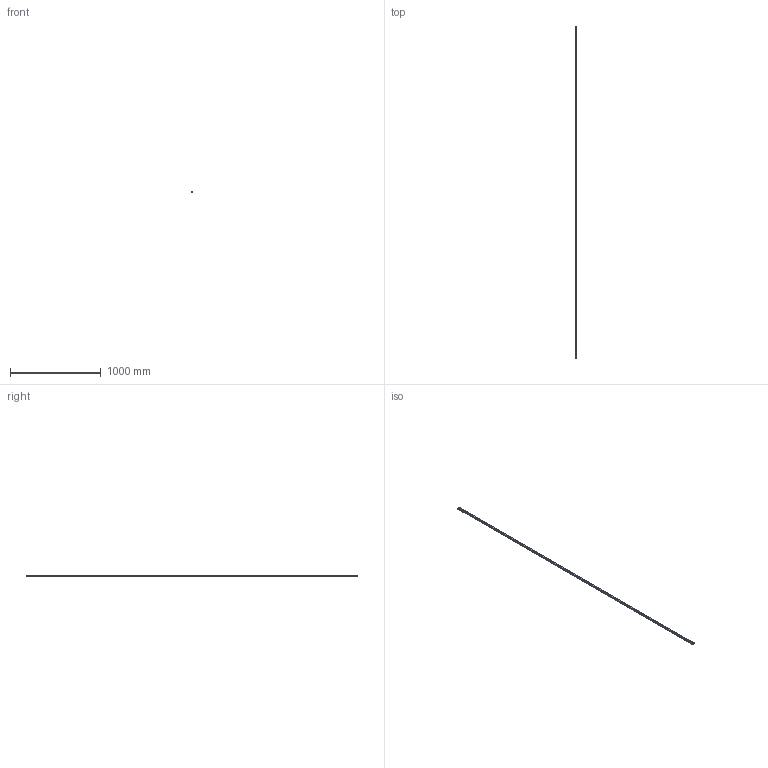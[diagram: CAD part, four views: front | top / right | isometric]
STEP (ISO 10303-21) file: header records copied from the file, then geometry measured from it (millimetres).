
FILE_DESCRIPTION(('STEP AP214'),'1');
FILE_NAME('cctmp_22D06394-D136-4E64-9A61-5C3EAB03C76F_2020_5_18_15_44_57_445..stp','2020-05-18T13:44:57',('HIWIN GmbH'),('CADClick - www.CADClick.com'),'Spatial InterOp 3D',' ','unknown authorization');
FILE_SCHEMA(('AUTOMOTIVE_DESIGN'));
Length unit declared in the file: millimetre
Products named in the file (1): HGR20R3650H_FILE
Bounding box: 20 x 3650 x 17.5 mm (x, y, z)
Volume: 1043364.6 mm3; surface area: 309458 mm2
Topology: 1 solids, 1 shells, 656 faces, 1401 edges, 934 vertices
Faces by surface type: cylinder 388, plane 268
Entity records: 23353 total; most frequent: DIRECTION 3491, CARTESIAN_POINT 2992, ORIENTED_EDGE 2802, AXIS2_PLACEMENT_3D 1433, EDGE_CURVE 1401, VERTEX_POINT 934, EDGE_LOOP 843, CIRCLE 776
